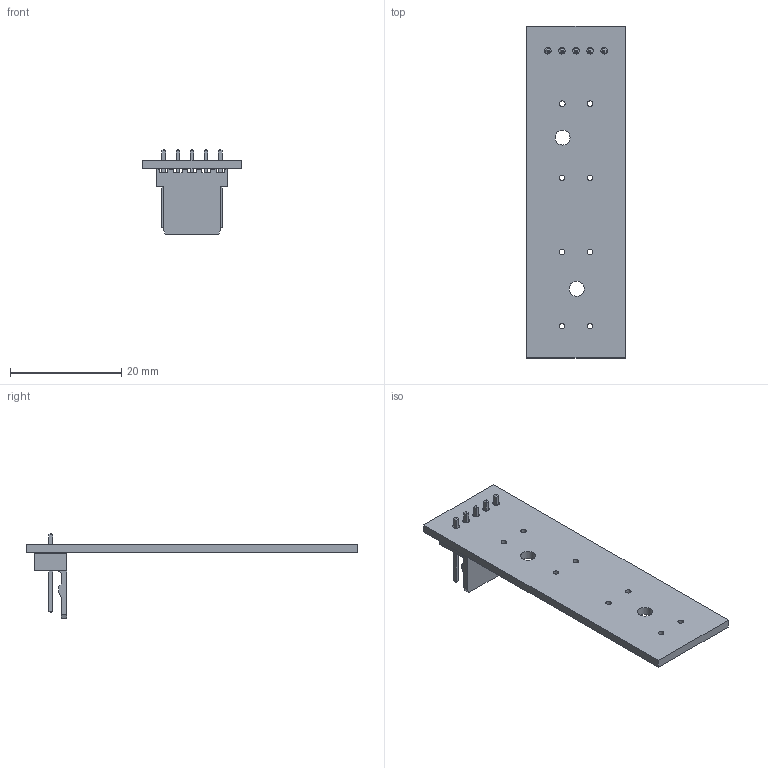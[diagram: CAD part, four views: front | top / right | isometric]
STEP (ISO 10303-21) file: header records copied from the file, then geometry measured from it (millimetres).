
FILE_DESCRIPTION(('KiCad electronic assembly'),'2;1');
FILE_NAME('pcb_botones.step','2025-04-14T17:39:53',('Pcbnew'),('Kicad'), 'Open CASCADE STEP processor 7.8','KiCad to STEP converter','Unknown' );
FILE_SCHEMA(('AUTOMOTIVE_DESIGN { 1 0 10303 214 1 1 1 1 }'));
Length unit declared in the file: millimetre
Products named in the file (3): pcb_botones 1; Molex_KK-254_AE-6410-05A_1x05_P2.54mm_Vertical; pcb_botones_PCB
Assembly tree (2 placements, depth 2):
  pcb_botones 1
    Molex_KK-254_AE-6410-05A_1x05_P2.54mm_Vertical
    pcb_botones_PCB
Bounding box: 17.78 x 59.69 x 15.26 mm (x, y, z)
Volume: 1884.8 mm3; surface area: 3068.5 mm2
Topology: 2 solids, 2 shells, 164 faces, 410 edges, 260 vertices
Faces by surface type: plane 148, cylinder 16
Full cylindrical faces by diameter (mm): 1 x8, 1.19 x5, 2.7 x2
Entity records: 5899 total; most frequent: CARTESIAN_POINT 837, ORIENTED_EDGE 820, DIRECTION 776, EDGE_CURVE 410, LINE 378, VECTOR 378, VERTEX_POINT 260, FACE_BOUND 212
